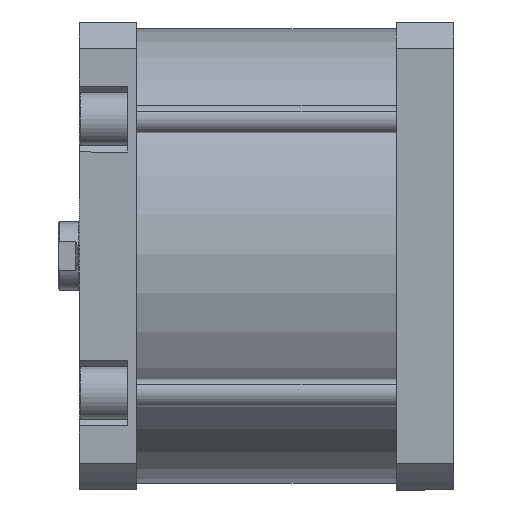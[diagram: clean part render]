
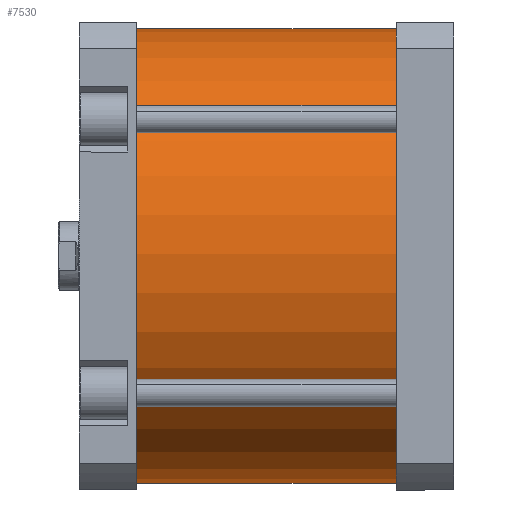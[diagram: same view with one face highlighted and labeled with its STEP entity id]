
A CAD part, front view. The second image highlights one B-rep face of the part: STEP entity #7530.
In plain terms, the highlighted cylindrical face has radius 131 mm (diameter 262 mm), a partial arc.
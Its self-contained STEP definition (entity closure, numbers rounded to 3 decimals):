
#1436 = VERTEX_POINT ( 'NONE', #1798 ) ;
#1440 = VERTEX_POINT ( 'NONE', #1802 ) ;
#1453 = VERTEX_POINT ( 'NONE', #1815 ) ;
#1454 = VERTEX_POINT ( 'NONE', #1816 ) ;
#1798 = CARTESIAN_POINT ( 'NONE',  ( 131., 0., 0. ) ) ;
#1802 = CARTESIAN_POINT ( 'NONE',  ( 131., 0., 150. ) ) ;
#1815 = CARTESIAN_POINT ( 'NONE',  ( -131., 0., 150. ) ) ;
#1816 = CARTESIAN_POINT ( 'NONE',  ( -131., 0., 0. ) ) ;
#2681 = EDGE_CURVE ( 'NONE', #1440, #1453, #4378, .T. ) ;
#2702 = EDGE_CURVE ( 'NONE', #1440, #1436, #4403, .T. ) ;
#2722 = EDGE_CURVE ( 'NONE', #1436, #1454, #4435, .T. ) ;
#2732 = EDGE_CURVE ( 'NONE', #1453, #1454, #4446, .T. ) ;
#3179 = EDGE_LOOP ( 'NONE', ( #4000, #4006, #4007, #4008 ) ) ;
#4000 = ORIENTED_EDGE ( 'NONE', *, *, #2681, .F. ) ;
#4006 = ORIENTED_EDGE ( 'NONE', *, *, #2702, .T. ) ;
#4007 = ORIENTED_EDGE ( 'NONE', *, *, #2722, .T. ) ;
#4008 = ORIENTED_EDGE ( 'NONE', *, *, #2732, .F. ) ;
#4378 = CIRCLE ( 'NONE', #6994, 131. ) ;
#4395 = VECTOR ( 'NONE', #4583, 1000. ) ;
#4403 = LINE ( 'NONE', #4577, #4395 ) ;
#4435 = CIRCLE ( 'NONE', #7025, 131. ) ;
#4443 = VECTOR ( 'NONE', #4657, 1000. ) ;
#4446 = LINE ( 'NONE', #4656, #4443 ) ;
#4522 = CARTESIAN_POINT ( 'NONE',  ( 0., 0., 150. ) ) ;
#4523 = DIRECTION ( 'NONE',  ( 0., 0., 1. ) ) ;
#4524 = DIRECTION ( 'NONE',  ( 1., 0., 0. ) ) ;
#4577 = CARTESIAN_POINT ( 'NONE',  ( 131., 0., 150. ) ) ;
#4583 = DIRECTION ( 'NONE',  ( 0., 0., -1. ) ) ;
#4632 = CARTESIAN_POINT ( 'NONE',  ( 0., 0., 0. ) ) ;
#4634 = DIRECTION ( 'NONE',  ( 0., 0., 1. ) ) ;
#4635 = DIRECTION ( 'NONE',  ( 1., 0., 0. ) ) ;
#4656 = CARTESIAN_POINT ( 'NONE',  ( -131., 0., 150. ) ) ;
#4657 = DIRECTION ( 'NONE',  ( 0., 0., -1. ) ) ;
#5495 = DIRECTION ( 'NONE',  ( -1., 0., 0. ) ) ;
#5507 = DIRECTION ( 'NONE',  ( 0., 0., -1. ) ) ;
#5513 = CARTESIAN_POINT ( 'NONE',  ( 0., 0., 150. ) ) ;
#6211 = FACE_OUTER_BOUND ( 'NONE', #3179, .T. ) ;
#6212 = CYLINDRICAL_SURFACE ( 'NONE', #7181, 131. ) ;
#6994 = AXIS2_PLACEMENT_3D ( 'NONE', #4522, #4523, #4524 ) ;
#7025 = AXIS2_PLACEMENT_3D ( 'NONE', #4632, #4634, #4635 ) ;
#7181 = AXIS2_PLACEMENT_3D ( 'NONE', #5513, #5507, #5495 ) ;
#7530 = ADVANCED_FACE ( 'NONE', ( #6211 ), #6212, .T. ) ;
